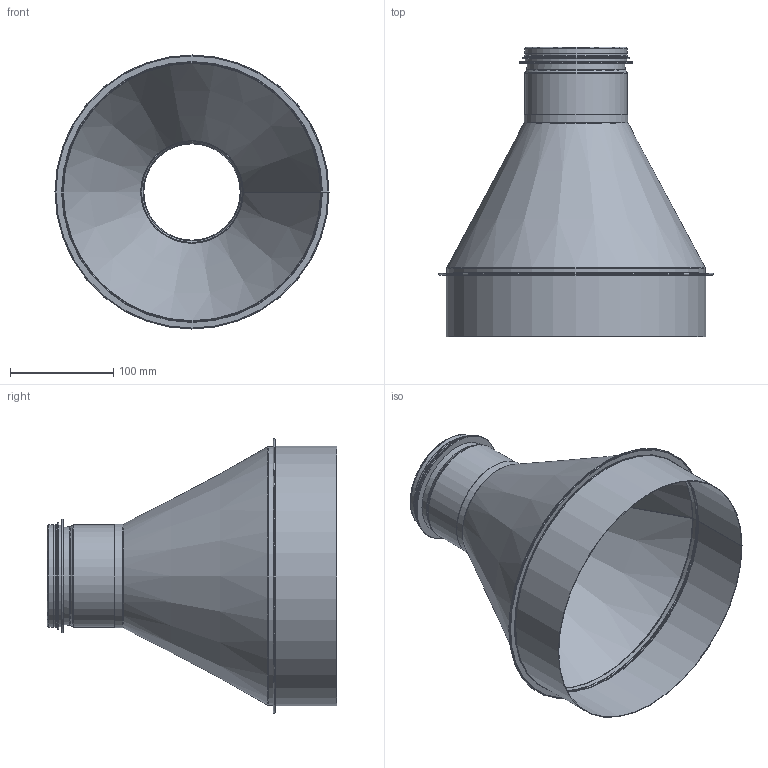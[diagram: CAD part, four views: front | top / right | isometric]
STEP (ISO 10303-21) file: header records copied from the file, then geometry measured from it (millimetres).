
FILE_DESCRIPTION((''),'2;1');
FILE_NAME('HFCM_250-100.stp','2014-02-19T14:09:55',(''),(''),'Autodesk Inventor 2013','Autodesk Inventor 2013','');
FILE_SCHEMA(('AUTOMOTIVE_DESIGN { 1 2 10303 214 0 1 1 1 }'));
Length unit declared in the file: millimetre
Products named in the file (6): HFCM_250-100; MuffMedFals-250; KonPunktadHFCM_250-100; Stos-100; StosRörämne-100; 999003
Assembly tree (5 placements, depth 3):
  HFCM_250-100
    MuffMedFals-250
    KonPunktadHFCM_250-100
    Stos-100
      StosRörämne-100
      999003
Bounding box: 265.4 x 280.15 x 265.4 mm (x, y, z)
Volume: 111985.5 mm3; surface area: 383528.5 mm2
Topology: 4 solids, 4 shells, 109 faces, 213 edges, 115 vertices
Faces by surface type: plane 57, torus 24, cylinder 20, cone 8
Full cylindrical faces by diameter (mm): 93.25 x1, 94.25 x1, 95.45 x1, 98.05 x5, 99.05 x3, 100.25 x1, 104.45 x1, 109.45 x1, 249.2 x1, 250.4 x2, 251.4 x1, 253.4 x1, 264.4 x1
Entity records: 2957 total; most frequent: DIRECTION 542, CARTESIAN_POINT 434, ORIENTED_EDGE 398, AXIS2_PLACEMENT_3D 223, EDGE_CURVE 199, EDGE_LOOP 128, VERTEX_POINT 115, STYLED_ITEM 113
